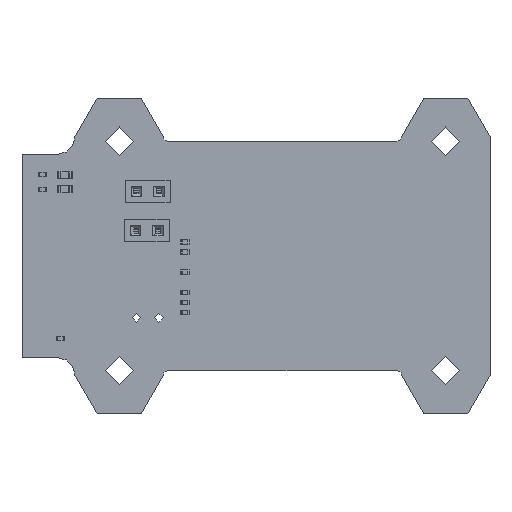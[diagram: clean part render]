
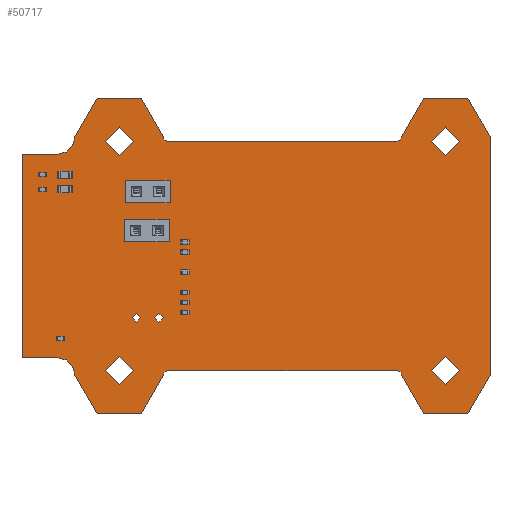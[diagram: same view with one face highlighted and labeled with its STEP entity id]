
A CAD part, top view. The second image highlights one B-rep face of the part: STEP entity #50717.
In plain terms, the highlighted planar face has unit normal (0, 0, 1).
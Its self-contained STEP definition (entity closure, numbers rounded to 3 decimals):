
#50379 = VERTEX_POINT('',#50380);
#50380 = CARTESIAN_POINT('',(93.,-62.,1.6));
#50386 = EDGE_CURVE('',#50379,#50387,#50389,.T.);
#50387 = VERTEX_POINT('',#50388);
#50388 = CARTESIAN_POINT('',(103.,-62.,1.6));
#50389 = CIRCLE('',#50390,5.);
#50390 = AXIS2_PLACEMENT_3D('',#50391,#50392,#50393);
#50391 = CARTESIAN_POINT('',(98.,-62.,1.6));
#50392 = DIRECTION('',(0.,0.,-1.));
#50393 = DIRECTION('',(-1.,0.,0.));
#50421 = VERTEX_POINT('',#50422);
#50422 = CARTESIAN_POINT('',(92.456,-62.521,1.6));
#50428 = EDGE_CURVE('',#50421,#50379,#50429,.T.);
#50429 = CIRCLE('',#50430,0.545);
#50430 = AXIS2_PLACEMENT_3D('',#50431,#50432,#50433);
#50431 = CARTESIAN_POINT('',(92.456,-61.976,1.6));
#50432 = DIRECTION('',(0.,0.,1.));
#50433 = DIRECTION('',(0.,-1.,0.));
#50452 = EDGE_CURVE('',#50387,#50453,#50455,.T.);
#50453 = VERTEX_POINT('',#50454);
#50454 = CARTESIAN_POINT('',(103.,-89.,1.6));
#50455 = LINE('',#50456,#50457);
#50456 = CARTESIAN_POINT('',(103.,-62.,1.6));
#50457 = VECTOR('',#50458,1.);
#50458 = DIRECTION('',(0.,-1.,0.));
#50717 = ADVANCED_FACE('',(#50718,#50841,#50852,#50863,#50874,#50885,
    #50896,#50907,#50918,#50929,#50940),#50951,.T.);
#50718 = FACE_BOUND('',#50719,.T.);
#50719 = EDGE_LOOP('',(#50720,#50721,#50722,#50730,#50739,#50748,#50757,
    #50765,#50773,#50781,#50790,#50798,#50807,#50816,#50824,#50833,
    #50840));
#50720 = ORIENTED_EDGE('',*,*,#50386,.F.);
#50721 = ORIENTED_EDGE('',*,*,#50428,.F.);
#50722 = ORIENTED_EDGE('',*,*,#50723,.F.);
#50723 = EDGE_CURVE('',#50724,#50421,#50726,.T.);
#50724 = VERTEX_POINT('',#50725);
#50725 = CARTESIAN_POINT('',(66.5,-62.5,1.6));
#50726 = LINE('',#50727,#50728);
#50727 = CARTESIAN_POINT('',(66.5,-62.5,1.6));
#50728 = VECTOR('',#50729,1.);
#50729 = DIRECTION('',(1.,-0.001,0.));
#50730 = ORIENTED_EDGE('',*,*,#50731,.F.);
#50731 = EDGE_CURVE('',#50732,#50724,#50734,.T.);
#50732 = VERTEX_POINT('',#50733);
#50733 = CARTESIAN_POINT('',(66.,-62.,1.6));
#50734 = CIRCLE('',#50735,0.5);
#50735 = AXIS2_PLACEMENT_3D('',#50736,#50737,#50738);
#50736 = CARTESIAN_POINT('',(66.5,-62.,1.6));
#50737 = DIRECTION('',(0.,0.,1.));
#50738 = DIRECTION('',(-1.,0.,0.));
#50739 = ORIENTED_EDGE('',*,*,#50740,.F.);
#50740 = EDGE_CURVE('',#50741,#50732,#50743,.T.);
#50741 = VERTEX_POINT('',#50742);
#50742 = CARTESIAN_POINT('',(56.,-62.,1.6));
#50743 = CIRCLE('',#50744,5.);
#50744 = AXIS2_PLACEMENT_3D('',#50745,#50746,#50747);
#50745 = CARTESIAN_POINT('',(61.,-62.,1.6));
#50746 = DIRECTION('',(0.,0.,-1.));
#50747 = DIRECTION('',(-1.,0.,0.));
#50748 = ORIENTED_EDGE('',*,*,#50749,.F.);
#50749 = EDGE_CURVE('',#50750,#50741,#50752,.T.);
#50750 = VERTEX_POINT('',#50751);
#50751 = CARTESIAN_POINT('',(54.,-64.,1.6));
#50752 = CIRCLE('',#50753,2.);
#50753 = AXIS2_PLACEMENT_3D('',#50754,#50755,#50756);
#50754 = CARTESIAN_POINT('',(54.,-62.,1.6));
#50755 = DIRECTION('',(0.,0.,1.));
#50756 = DIRECTION('',(0.,-1.,0.));
#50757 = ORIENTED_EDGE('',*,*,#50758,.F.);
#50758 = EDGE_CURVE('',#50759,#50750,#50761,.T.);
#50759 = VERTEX_POINT('',#50760);
#50760 = CARTESIAN_POINT('',(50.,-64.,1.6));
#50761 = LINE('',#50762,#50763);
#50762 = CARTESIAN_POINT('',(50.,-64.,1.6));
#50763 = VECTOR('',#50764,1.);
#50764 = DIRECTION('',(1.,0.,0.));
#50765 = ORIENTED_EDGE('',*,*,#50766,.F.);
#50766 = EDGE_CURVE('',#50767,#50759,#50769,.T.);
#50767 = VERTEX_POINT('',#50768);
#50768 = CARTESIAN_POINT('',(50.,-87.,1.6));
#50769 = LINE('',#50770,#50771);
#50770 = CARTESIAN_POINT('',(50.,-87.,1.6));
#50771 = VECTOR('',#50772,1.);
#50772 = DIRECTION('',(0.,1.,0.));
#50773 = ORIENTED_EDGE('',*,*,#50774,.F.);
#50774 = EDGE_CURVE('',#50775,#50767,#50777,.T.);
#50775 = VERTEX_POINT('',#50776);
#50776 = CARTESIAN_POINT('',(54.,-87.014,1.6));
#50777 = LINE('',#50778,#50779);
#50778 = CARTESIAN_POINT('',(54.,-87.014,1.6));
#50779 = VECTOR('',#50780,1.);
#50780 = DIRECTION('',(-1.,0.004,0.));
#50781 = ORIENTED_EDGE('',*,*,#50782,.F.);
#50782 = EDGE_CURVE('',#50783,#50775,#50785,.T.);
#50783 = VERTEX_POINT('',#50784);
#50784 = CARTESIAN_POINT('',(56.,-89.014,1.6));
#50785 = CIRCLE('',#50786,2.);
#50786 = AXIS2_PLACEMENT_3D('',#50787,#50788,#50789);
#50787 = CARTESIAN_POINT('',(54.,-89.014,1.6));
#50788 = DIRECTION('',(0.,0.,1.));
#50789 = DIRECTION('',(1.,0.,0.));
#50790 = ORIENTED_EDGE('',*,*,#50791,.F.);
#50791 = EDGE_CURVE('',#50792,#50783,#50794,.T.);
#50792 = VERTEX_POINT('',#50793);
#50793 = CARTESIAN_POINT('',(56.,-89.014,1.6));
#50794 = LINE('',#50795,#50796);
#50795 = CARTESIAN_POINT('',(56.,-89.014,1.6));
#50796 = VECTOR('',#50797,1.);
#50797 = DIRECTION('',(1.,0.,0.));
#50798 = ORIENTED_EDGE('',*,*,#50799,.F.);
#50799 = EDGE_CURVE('',#50800,#50792,#50802,.T.);
#50800 = VERTEX_POINT('',#50801);
#50801 = CARTESIAN_POINT('',(66.,-89.,1.6));
#50802 = CIRCLE('',#50803,5.);
#50803 = AXIS2_PLACEMENT_3D('',#50804,#50805,#50806);
#50804 = CARTESIAN_POINT('',(61.,-89.014,1.6));
#50805 = DIRECTION('',(0.,0.,-1.));
#50806 = DIRECTION('',(1.,0.003,0.));
#50807 = ORIENTED_EDGE('',*,*,#50808,.F.);
#50808 = EDGE_CURVE('',#50809,#50800,#50811,.T.);
#50809 = VERTEX_POINT('',#50810);
#50810 = CARTESIAN_POINT('',(66.5,-88.5,1.6));
#50811 = CIRCLE('',#50812,0.5);
#50812 = AXIS2_PLACEMENT_3D('',#50813,#50814,#50815);
#50813 = CARTESIAN_POINT('',(66.5,-89.,1.6));
#50814 = DIRECTION('',(0.,0.,1.));
#50815 = DIRECTION('',(0.,1.,0.));
#50816 = ORIENTED_EDGE('',*,*,#50817,.F.);
#50817 = EDGE_CURVE('',#50818,#50809,#50820,.T.);
#50818 = VERTEX_POINT('',#50819);
#50819 = CARTESIAN_POINT('',(92.5,-88.5,1.6));
#50820 = LINE('',#50821,#50822);
#50821 = CARTESIAN_POINT('',(92.5,-88.5,1.6));
#50822 = VECTOR('',#50823,1.);
#50823 = DIRECTION('',(-1.,0.,0.));
#50824 = ORIENTED_EDGE('',*,*,#50825,.F.);
#50825 = EDGE_CURVE('',#50826,#50818,#50828,.T.);
#50826 = VERTEX_POINT('',#50827);
#50827 = CARTESIAN_POINT('',(93.,-89.,1.6));
#50828 = CIRCLE('',#50829,0.5);
#50829 = AXIS2_PLACEMENT_3D('',#50830,#50831,#50832);
#50830 = CARTESIAN_POINT('',(92.5,-89.,1.6));
#50831 = DIRECTION('',(0.,0.,1.));
#50832 = DIRECTION('',(1.,0.,-0.));
#50833 = ORIENTED_EDGE('',*,*,#50834,.F.);
#50834 = EDGE_CURVE('',#50453,#50826,#50835,.T.);
#50835 = CIRCLE('',#50836,5.);
#50836 = AXIS2_PLACEMENT_3D('',#50837,#50838,#50839);
#50837 = CARTESIAN_POINT('',(98.,-89.,1.6));
#50838 = DIRECTION('',(0.,0.,-1.));
#50839 = DIRECTION('',(1.,0.,0.));
#50840 = ORIENTED_EDGE('',*,*,#50452,.F.);
#50841 = FACE_BOUND('',#50842,.T.);
#50842 = EDGE_LOOP('',(#50843));
#50843 = ORIENTED_EDGE('',*,*,#50844,.T.);
#50844 = EDGE_CURVE('',#50845,#50845,#50847,.T.);
#50845 = VERTEX_POINT('',#50846);
#50846 = CARTESIAN_POINT('',(61.,-90.1,1.6));
#50847 = CIRCLE('',#50848,1.6);
#50848 = AXIS2_PLACEMENT_3D('',#50849,#50850,#50851);
#50849 = CARTESIAN_POINT('',(61.,-88.5,1.6));
#50850 = DIRECTION('',(-0.,0.,-1.));
#50851 = DIRECTION('',(-0.,-1.,0.));
#50852 = FACE_BOUND('',#50853,.T.);
#50853 = EDGE_LOOP('',(#50854));
#50854 = ORIENTED_EDGE('',*,*,#50855,.T.);
#50855 = EDGE_CURVE('',#50856,#50856,#50858,.T.);
#50856 = VERTEX_POINT('',#50857);
#50857 = CARTESIAN_POINT('',(62.96,-83.,1.6));
#50858 = CIRCLE('',#50859,0.5);
#50859 = AXIS2_PLACEMENT_3D('',#50860,#50861,#50862);
#50860 = CARTESIAN_POINT('',(62.96,-82.5,1.6));
#50861 = DIRECTION('',(-0.,0.,-1.));
#50862 = DIRECTION('',(-0.,-1.,0.));
#50863 = FACE_BOUND('',#50864,.T.);
#50864 = EDGE_LOOP('',(#50865));
#50865 = ORIENTED_EDGE('',*,*,#50866,.T.);
#50866 = EDGE_CURVE('',#50867,#50867,#50869,.T.);
#50867 = VERTEX_POINT('',#50868);
#50868 = CARTESIAN_POINT('',(65.5,-83.,1.6));
#50869 = CIRCLE('',#50870,0.5);
#50870 = AXIS2_PLACEMENT_3D('',#50871,#50872,#50873);
#50871 = CARTESIAN_POINT('',(65.5,-82.5,1.6));
#50872 = DIRECTION('',(-0.,0.,-1.));
#50873 = DIRECTION('',(-0.,-1.,0.));
#50874 = FACE_BOUND('',#50875,.T.);
#50875 = EDGE_LOOP('',(#50876));
#50876 = ORIENTED_EDGE('',*,*,#50877,.T.);
#50877 = EDGE_CURVE('',#50878,#50878,#50880,.T.);
#50878 = VERTEX_POINT('',#50879);
#50879 = CARTESIAN_POINT('',(98.,-90.1,1.6));
#50880 = CIRCLE('',#50881,1.6);
#50881 = AXIS2_PLACEMENT_3D('',#50882,#50883,#50884);
#50882 = CARTESIAN_POINT('',(98.,-88.5,1.6));
#50883 = DIRECTION('',(-0.,0.,-1.));
#50884 = DIRECTION('',(-0.,-1.,0.));
#50885 = FACE_BOUND('',#50886,.T.);
#50886 = EDGE_LOOP('',(#50887));
#50887 = ORIENTED_EDGE('',*,*,#50888,.T.);
#50888 = EDGE_CURVE('',#50889,#50889,#50891,.T.);
#50889 = VERTEX_POINT('',#50890);
#50890 = CARTESIAN_POINT('',(62.865,-73.144,1.6));
#50891 = CIRCLE('',#50892,0.5);
#50892 = AXIS2_PLACEMENT_3D('',#50893,#50894,#50895);
#50893 = CARTESIAN_POINT('',(62.865,-72.644,1.6));
#50894 = DIRECTION('',(-0.,0.,-1.));
#50895 = DIRECTION('',(-0.,-1.,0.));
#50896 = FACE_BOUND('',#50897,.T.);
#50897 = EDGE_LOOP('',(#50898));
#50898 = ORIENTED_EDGE('',*,*,#50899,.T.);
#50899 = EDGE_CURVE('',#50900,#50900,#50902,.T.);
#50900 = VERTEX_POINT('',#50901);
#50901 = CARTESIAN_POINT('',(65.405,-73.144,1.6));
#50902 = CIRCLE('',#50903,0.5);
#50903 = AXIS2_PLACEMENT_3D('',#50904,#50905,#50906);
#50904 = CARTESIAN_POINT('',(65.405,-72.644,1.6));
#50905 = DIRECTION('',(-0.,0.,-1.));
#50906 = DIRECTION('',(-0.,-1.,0.));
#50907 = FACE_BOUND('',#50908,.T.);
#50908 = EDGE_LOOP('',(#50909));
#50909 = ORIENTED_EDGE('',*,*,#50910,.T.);
#50910 = EDGE_CURVE('',#50911,#50911,#50913,.T.);
#50911 = VERTEX_POINT('',#50912);
#50912 = CARTESIAN_POINT('',(62.96,-68.699,1.6));
#50913 = CIRCLE('',#50914,0.5);
#50914 = AXIS2_PLACEMENT_3D('',#50915,#50916,#50917);
#50915 = CARTESIAN_POINT('',(62.96,-68.199,1.6));
#50916 = DIRECTION('',(-0.,0.,-1.));
#50917 = DIRECTION('',(-0.,-1.,0.));
#50918 = FACE_BOUND('',#50919,.T.);
#50919 = EDGE_LOOP('',(#50920));
#50920 = ORIENTED_EDGE('',*,*,#50921,.T.);
#50921 = EDGE_CURVE('',#50922,#50922,#50924,.T.);
#50922 = VERTEX_POINT('',#50923);
#50923 = CARTESIAN_POINT('',(65.5,-68.699,1.6));
#50924 = CIRCLE('',#50925,0.5);
#50925 = AXIS2_PLACEMENT_3D('',#50926,#50927,#50928);
#50926 = CARTESIAN_POINT('',(65.5,-68.199,1.6));
#50927 = DIRECTION('',(-0.,0.,-1.));
#50928 = DIRECTION('',(-0.,-1.,0.));
#50929 = FACE_BOUND('',#50930,.T.);
#50930 = EDGE_LOOP('',(#50931));
#50931 = ORIENTED_EDGE('',*,*,#50932,.T.);
#50932 = EDGE_CURVE('',#50933,#50933,#50935,.T.);
#50933 = VERTEX_POINT('',#50934);
#50934 = CARTESIAN_POINT('',(61.,-64.1,1.6));
#50935 = CIRCLE('',#50936,1.6);
#50936 = AXIS2_PLACEMENT_3D('',#50937,#50938,#50939);
#50937 = CARTESIAN_POINT('',(61.,-62.5,1.6));
#50938 = DIRECTION('',(-0.,0.,-1.));
#50939 = DIRECTION('',(-0.,-1.,0.));
#50940 = FACE_BOUND('',#50941,.T.);
#50941 = EDGE_LOOP('',(#50942));
#50942 = ORIENTED_EDGE('',*,*,#50943,.T.);
#50943 = EDGE_CURVE('',#50944,#50944,#50946,.T.);
#50944 = VERTEX_POINT('',#50945);
#50945 = CARTESIAN_POINT('',(98.,-64.1,1.6));
#50946 = CIRCLE('',#50947,1.6);
#50947 = AXIS2_PLACEMENT_3D('',#50948,#50949,#50950);
#50948 = CARTESIAN_POINT('',(98.,-62.5,1.6));
#50949 = DIRECTION('',(-0.,0.,-1.));
#50950 = DIRECTION('',(-0.,-1.,0.));
#50951 = PLANE('',#50952);
#50952 = AXIS2_PLACEMENT_3D('',#50953,#50954,#50955);
#50953 = CARTESIAN_POINT('',(0.,0.,1.6));
#50954 = DIRECTION('',(0.,0.,1.));
#50955 = DIRECTION('',(1.,0.,-0.));
